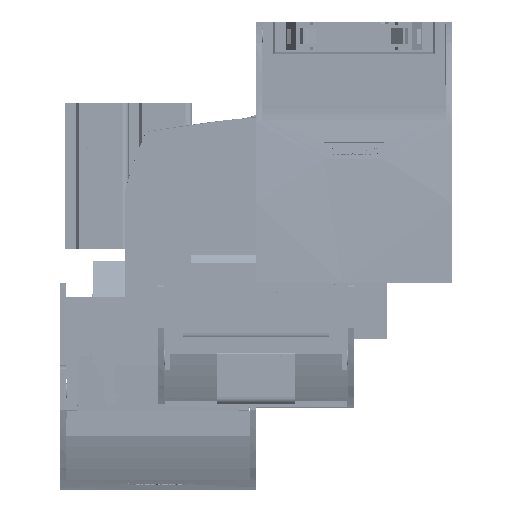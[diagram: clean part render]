
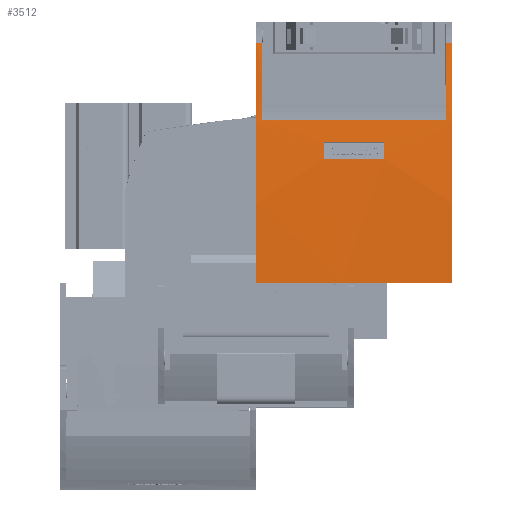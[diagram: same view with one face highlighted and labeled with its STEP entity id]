
A CAD part, top view. The second image highlights one B-rep face of the part: STEP entity #3512.
In plain terms, the highlighted cylindrical face has radius 400 mm (diameter 800 mm), a partial arc.
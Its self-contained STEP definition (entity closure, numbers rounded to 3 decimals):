
#3512 = ADVANCED_FACE( '', ( #7785, #7786 ), #7787, .T. );
#7785 = FACE_OUTER_BOUND( '', #12553, .T. );
#7786 = FACE_BOUND( '', #12554, .T. );
#7787 = CYLINDRICAL_SURFACE( '', #12555, 400. );
#12553 = EDGE_LOOP( '', ( #23711, #23712, #23713, #23714, #23715, #23716, #23717, #23718, #23719 ) );
#12554 = EDGE_LOOP( '', ( #23720, #23721, #23722, #23723 ) );
#12555 = AXIS2_PLACEMENT_3D( '', #23724, #23725, #23726 );
#23711 = ORIENTED_EDGE( '', *, *, #29271, .F. );
#23712 = ORIENTED_EDGE( '', *, *, #31016, .T. );
#23713 = ORIENTED_EDGE( '', *, *, #31017, .F. );
#23714 = ORIENTED_EDGE( '', *, *, #28144, .T. );
#23715 = ORIENTED_EDGE( '', *, *, #27350, .T. );
#23716 = ORIENTED_EDGE( '', *, *, #30349, .F. );
#23717 = ORIENTED_EDGE( '', *, *, #27774, .F. );
#23718 = ORIENTED_EDGE( '', *, *, #30321, .F. );
#23719 = ORIENTED_EDGE( '', *, *, #31018, .T. );
#23720 = ORIENTED_EDGE( '', *, *, #27893, .F. );
#23721 = ORIENTED_EDGE( '', *, *, #28355, .T. );
#23722 = ORIENTED_EDGE( '', *, *, #27747, .T. );
#23723 = ORIENTED_EDGE( '', *, *, #28860, .F. );
#23724 = CARTESIAN_POINT( '', ( 28.5, 363.9, -37. ) );
#23725 = DIRECTION( '', ( 1., 0., 0. ) );
#23726 = DIRECTION( '', ( 0., 0., 1. ) );
#27350 = EDGE_CURVE( '', #31919, #31917, #31920, .T. );
#27747 = EDGE_CURVE( '', #32625, #32626, #32627, .T. );
#27774 = EDGE_CURVE( '', #32670, #32662, #32672, .T. );
#27893 = EDGE_CURVE( '', #32876, #32877, #32878, .T. );
#28144 = EDGE_CURVE( '', #33307, #31919, #33310, .T. );
#28355 = EDGE_CURVE( '', #32876, #32625, #33666, .T. );
#28860 = EDGE_CURVE( '', #32877, #32626, #34522, .T. );
#29271 = EDGE_CURVE( '', #35150, #35151, #35152, .T. );
#30321 = EDGE_CURVE( '', #36684, #32670, #36686, .T. );
#30349 = EDGE_CURVE( '', #32662, #31917, #36725, .T. );
#31016 = EDGE_CURVE( '', #35150, #37558, #37559, .T. );
#31017 = EDGE_CURVE( '', #33307, #37558, #37560, .T. );
#31018 = EDGE_CURVE( '', #36684, #35151, #37561, .T. );
#31917 = VERTEX_POINT( '', #38954 );
#31919 = VERTEX_POINT( '', #38957 );
#31920 = CIRCLE( '', #38958, 400. );
#32625 = VERTEX_POINT( '', #40273 );
#32626 = VERTEX_POINT( '', #40274 );
#32627 = CIRCLE( '', #40275, 400. );
#32662 = VERTEX_POINT( '', #40326 );
#32670 = VERTEX_POINT( '', #40338 );
#32672 = LINE( '', #40341, #40342 );
#32876 = VERTEX_POINT( '', #40720 );
#32877 = VERTEX_POINT( '', #40721 );
#32878 = CIRCLE( '', #40722, 400. );
#33307 = VERTEX_POINT( '', #41491 );
#33310 = LINE( '', #41495, #41496 );
#33666 = LINE( '', #42172, #42173 );
#34522 = LINE( '', #43946, #43947 );
#35150 = VERTEX_POINT( '', #45216 );
#35151 = VERTEX_POINT( '', #45217 );
#35152 = ELLIPSE( '', #45218, 400.015, 400. );
#36684 = VERTEX_POINT( '', #48373 );
#36686 = CIRCLE( '', #48375, 400. );
#36725 = LINE( '', #48511, #48512 );
#37558 = VERTEX_POINT( '', #50196 );
#37559 = LINE( '', #50197, #50198 );
#37560 = ELLIPSE( '', #50199, 400.015, 400. );
#37561 = LINE( '', #50200, #50201 );
#38954 = CARTESIAN_POINT( '', ( -28.5, -36.1, -37. ) );
#38957 = CARTESIAN_POINT( '', ( -28.5, -29.927, 33. ) );
#38958 = AXIS2_PLACEMENT_3D( '', #51314, #51315, #51316 );
#40273 = CARTESIAN_POINT( '', ( -8.75, -34.477, -1.007 ) );
#40274 = CARTESIAN_POINT( '', ( -8.75, -34., 3.938 ) );
#40275 = AXIS2_PLACEMENT_3D( '', #51660, #51661, #51662 );
#40326 = CARTESIAN_POINT( '', ( -3.5, -36.1, -37. ) );
#40338 = CARTESIAN_POINT( '', ( 28.5, -36.1, -37. ) );
#40341 = CARTESIAN_POINT( '', ( 28.5, -36.1, -37. ) );
#40342 = VECTOR( '', #51684, 1000. );
#40720 = CARTESIAN_POINT( '', ( 8.75, -34.477, -1.007 ) );
#40721 = CARTESIAN_POINT( '', ( 8.75, -34., 3.938 ) );
#40722 = AXIS2_PLACEMENT_3D( '', #51796, #51797, #51798 );
#41491 = CARTESIAN_POINT( '', ( -26.778, -29.927, 33. ) );
#41495 = CARTESIAN_POINT( '', ( 28.5, -29.927, 33. ) );
#41496 = VECTOR( '', #52045, 1000. );
#42172 = CARTESIAN_POINT( '', ( 8.75, -34.477, -1.007 ) );
#42173 = VECTOR( '', #52260, 1000. );
#43946 = CARTESIAN_POINT( '', ( 8.75, -34., 3.938 ) );
#43947 = VECTOR( '', #52886, 1000. );
#45216 = CARTESIAN_POINT( '', ( 26.807, -33.27, 10.5 ) );
#45217 = CARTESIAN_POINT( '', ( 26.778, -29.927, 33. ) );
#45218 = AXIS2_PLACEMENT_3D( '', #53263, #53264, #53265 );
#48373 = CARTESIAN_POINT( '', ( 28.5, -29.927, 33. ) );
#48375 = AXIS2_PLACEMENT_3D( '', #54202, #54203, #54204 );
#48511 = CARTESIAN_POINT( '', ( -3.5, -36.1, -37. ) );
#48512 = VECTOR( '', #54221, 1000. );
#50196 = CARTESIAN_POINT( '', ( -26.807, -33.27, 10.5 ) );
#50197 = CARTESIAN_POINT( '', ( 26.7, -33.27, 10.5 ) );
#50198 = VECTOR( '', #54664, 1000. );
#50199 = AXIS2_PLACEMENT_3D( '', #54665, #54666, #54667 );
#50200 = CARTESIAN_POINT( '', ( 28.5, -29.927, 33. ) );
#50201 = VECTOR( '', #54668, 1000. );
#51314 = CARTESIAN_POINT( '', ( -28.5, 363.9, -37. ) );
#51315 = DIRECTION( '', ( 1., 0., 0. ) );
#51316 = DIRECTION( '', ( 0., 1., 0. ) );
#51660 = CARTESIAN_POINT( '', ( -8.75, 363.9, -37. ) );
#51661 = DIRECTION( '', ( -1., 0., 0. ) );
#51662 = DIRECTION( '', ( 0., 1., 0. ) );
#51684 = DIRECTION( '', ( -1., 0., 0. ) );
#51796 = CARTESIAN_POINT( '', ( 8.75, 363.9, -37. ) );
#51797 = DIRECTION( '', ( -1., 0., 0. ) );
#51798 = DIRECTION( '', ( 0., 1., 0. ) );
#52045 = DIRECTION( '', ( -1., 0., 0. ) );
#52260 = DIRECTION( '', ( -1., 0., 0. ) );
#52886 = DIRECTION( '', ( -1., 0., 0. ) );
#53263 = CARTESIAN_POINT( '', ( 23.341, 363.9, -37. ) );
#53264 = DIRECTION( '', ( -1., -0.009, 0. ) );
#53265 = DIRECTION( '', ( -0.009, 1., 0. ) );
#54202 = CARTESIAN_POINT( '', ( 28.5, 363.9, -37. ) );
#54203 = DIRECTION( '', ( 1., 0., 0. ) );
#54204 = DIRECTION( '', ( 0., 1., 0. ) );
#54221 = DIRECTION( '', ( -1., 0., 0. ) );
#54664 = DIRECTION( '', ( -1., 0., 0. ) );
#54665 = CARTESIAN_POINT( '', ( -23.341, 363.9, -37. ) );
#54666 = DIRECTION( '', ( 1., -0.009, 0. ) );
#54667 = DIRECTION( '', ( -0.009, -1., 0. ) );
#54668 = DIRECTION( '', ( -1., 0., 0. ) );
